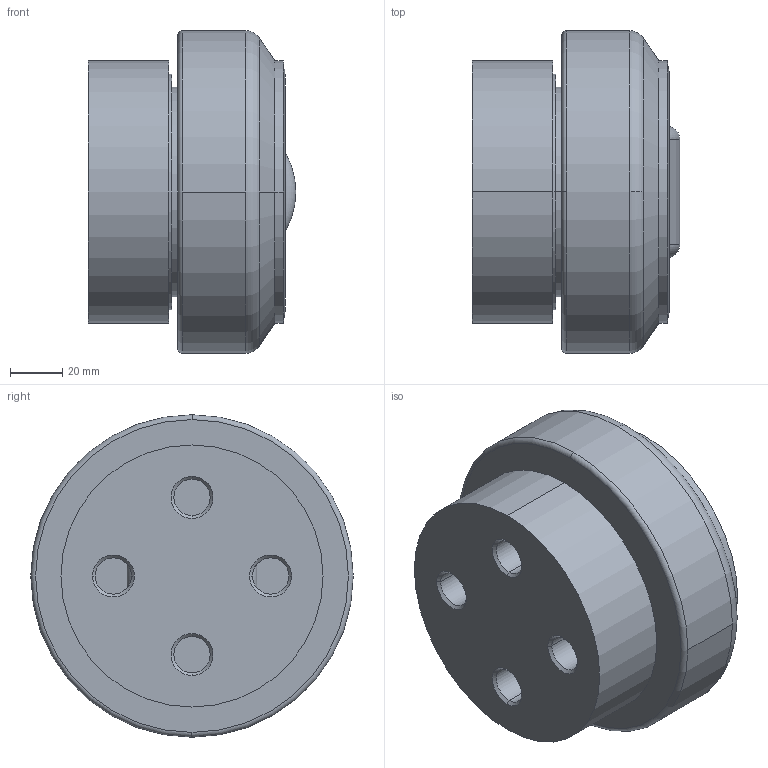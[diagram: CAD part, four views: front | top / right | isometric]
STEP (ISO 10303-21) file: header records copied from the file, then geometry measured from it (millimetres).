
FILE_DESCRIPTION(('STEP AP214'),'1');
FILE_NAME('kb_4_079.stp','2016-07-28T05:42:03',('TraceParts'),('TraceParts S.A.'),'Spatial InterOp 3D',' ',' ');
FILE_SCHEMA(('automotive_design'));
Length unit declared in the file: millimetre
Products named in the file (1): kb_4_079
Bounding box: 79.2 x 123 x 123 mm (x, y, z)
Volume: 698954.5 mm3; surface area: 59185.5 mm2
Topology: 1 solids, 1 shells, 87 faces, 210 edges, 137 vertices
Faces by surface type: plane 35, cylinder 28, torus 12, cone 12
Entity records: 2936 total; most frequent: CARTESIAN_POINT 821, DIRECTION 467, ORIENTED_EDGE 420, EDGE_CURVE 210, AXIS2_PLACEMENT_3D 187, VERTEX_POINT 137, EDGE_LOOP 99, CIRCLE 99
